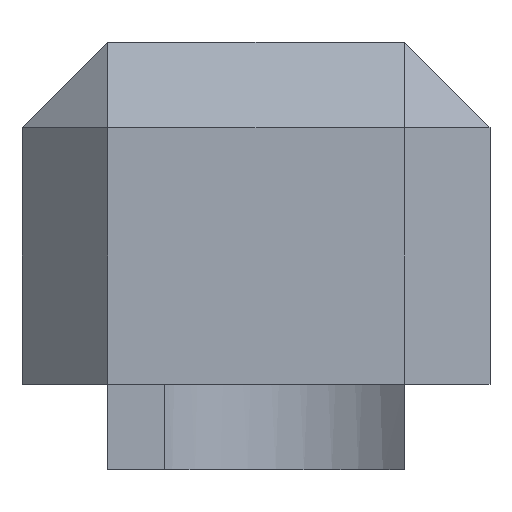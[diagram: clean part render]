
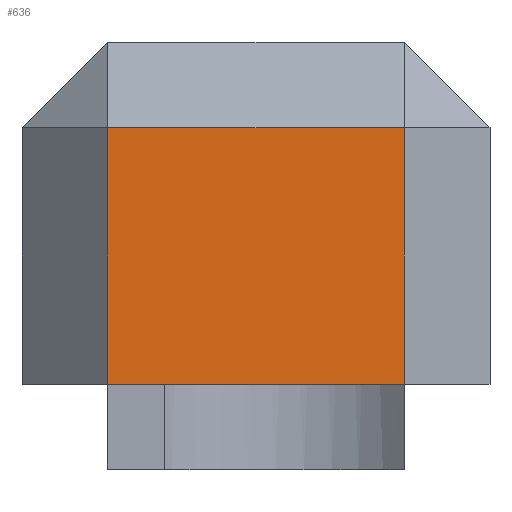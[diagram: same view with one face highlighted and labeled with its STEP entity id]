
A CAD part, front view. The second image highlights one B-rep face of the part: STEP entity #636.
In plain terms, the highlighted planar face has unit normal (0, -1, 0).
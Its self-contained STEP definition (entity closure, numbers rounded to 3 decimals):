
#46=PLANE('',#710);
#82=FACE_OUTER_BOUND('',#127,.T.);
#127=EDGE_LOOP('',(#574,#575,#576,#577));
#153=LINE('',#991,#216);
#172=LINE('',#1026,#235);
#185=LINE('',#1050,#248);
#189=LINE('',#1056,#252);
#216=VECTOR('',#806,10.);
#235=VECTOR('',#835,10.);
#248=VECTOR('',#858,10.);
#252=VECTOR('',#866,10.);
#316=VERTEX_POINT('',#988);
#317=VERTEX_POINT('',#990);
#328=VERTEX_POINT('',#1022);
#332=VERTEX_POINT('',#1042);
#379=EDGE_CURVE('',#317,#316,#153,.T.);
#398=EDGE_CURVE('',#317,#328,#172,.T.);
#411=EDGE_CURVE('',#332,#316,#185,.T.);
#415=EDGE_CURVE('',#328,#332,#189,.T.);
#574=ORIENTED_EDGE('',*,*,#398,.F.);
#575=ORIENTED_EDGE('',*,*,#379,.T.);
#576=ORIENTED_EDGE('',*,*,#411,.F.);
#577=ORIENTED_EDGE('',*,*,#415,.F.);
#636=ADVANCED_FACE('',(#82),#46,.T.);
#710=AXIS2_PLACEMENT_3D('',#1071,#887,#888);
#806=DIRECTION('',(1.,0.,0.));
#835=DIRECTION('',(0.,0.,1.));
#858=DIRECTION('',(0.,0.,-1.));
#866=DIRECTION('',(1.,0.,0.));
#887=DIRECTION('center_axis',(0.,-1.,0.));
#888=DIRECTION('ref_axis',(1.,0.,0.));
#988=CARTESIAN_POINT('',(16.196,-83.371,35.934));
#990=CARTESIAN_POINT('',(-1.164,-83.371,35.934));
#991=CARTESIAN_POINT('',(-6.164,-83.371,35.934));
#1022=CARTESIAN_POINT('',(-1.164,-83.371,50.934));
#1026=CARTESIAN_POINT('',(-1.164,-83.371,35.934));
#1042=CARTESIAN_POINT('',(16.196,-83.371,50.934));
#1050=CARTESIAN_POINT('',(16.196,-83.371,35.934));
#1056=CARTESIAN_POINT('',(0.676,-83.371,50.934));
#1071=CARTESIAN_POINT('Origin',(-6.164,-83.371,35.934));
